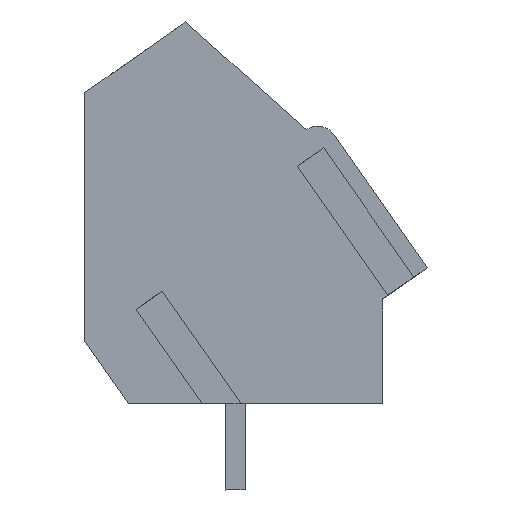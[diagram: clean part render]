
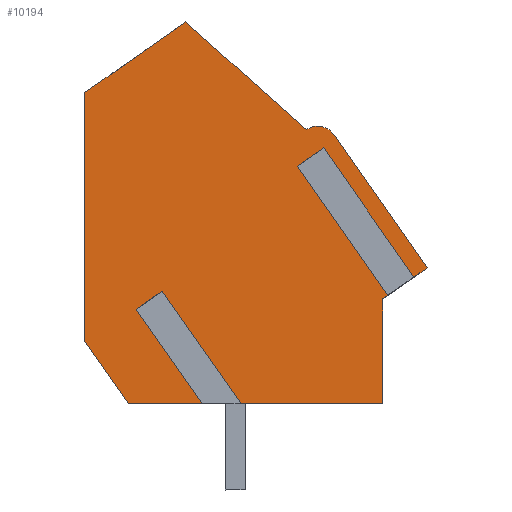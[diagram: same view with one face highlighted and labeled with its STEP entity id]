
A CAD part, left-side view. The second image highlights one B-rep face of the part: STEP entity #10194.
In plain terms, the highlighted planar face has unit normal (-1, 0, 0).
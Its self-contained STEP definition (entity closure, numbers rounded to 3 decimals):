
#9955=AXIS2_PLACEMENT_3D('Circle Axis2P3D',#9953,#9954,$) ;
#10130=AXIS2_PLACEMENT_3D('Plane Axis2P3D',#10127,#10128,#10129) ;
#9077=CARTESIAN_POINT('Vertex',(0.55,0.,9.018)) ;
#9080=CARTESIAN_POINT('Line Origine',(0.55,0.397,8.74)) ;
#9084=CARTESIAN_POINT('Vertex',(0.55,0.794,8.462)) ;
#9105=CARTESIAN_POINT('Vertex',(0.55,1.336,8.083)) ;
#9108=CARTESIAN_POINT('Line Origine',(0.55,1.568,7.92)) ;
#9112=CARTESIAN_POINT('Vertex',(0.55,1.8,7.758)) ;
#9558=CARTESIAN_POINT('Vertex',(0.55,1.8,3.5)) ;
#9561=CARTESIAN_POINT('Line Origine',(0.55,4.87,3.5)) ;
#9565=CARTESIAN_POINT('Vertex',(0.55,7.94,3.5)) ;
#9586=CARTESIAN_POINT('Vertex',(0.55,8.747,3.5)) ;
#9589=CARTESIAN_POINT('Line Origine',(0.55,10.438,3.5)) ;
#9593=CARTESIAN_POINT('Vertex',(0.55,12.128,3.5)) ;
#9749=CARTESIAN_POINT('Line Origine',(0.55,13.014,4.765)) ;
#9753=CARTESIAN_POINT('Vertex',(0.55,13.9,6.03)) ;
#9774=CARTESIAN_POINT('Line Origine',(0.55,13.9,11.081)) ;
#9778=CARTESIAN_POINT('Vertex',(0.55,13.9,16.132)) ;
#9867=CARTESIAN_POINT('Line Origine',(0.55,11.852,17.566)) ;
#9871=CARTESIAN_POINT('Vertex',(0.55,9.804,19.)) ;
#9928=CARTESIAN_POINT('Line Origine',(0.55,7.352,16.811)) ;
#9932=CARTESIAN_POINT('Vertex',(0.55,4.9,14.621)) ;
#9953=CARTESIAN_POINT('Axis2P3D Location',(0.55,4.441,13.966)) ;
#9957=CARTESIAN_POINT('Vertex',(0.55,3.786,14.425)) ;
#9978=CARTESIAN_POINT('Line Origine',(0.55,1.893,11.722)) ;
#10127=CARTESIAN_POINT('Axis2P3D Location',(0.55,13.9,0.)) ;
#10132=CARTESIAN_POINT('Line Origine',(0.55,1.8,5.629)) ;
#10137=CARTESIAN_POINT('Line Origine',(0.55,3.171,10.704)) ;
#10141=CARTESIAN_POINT('Vertex',(0.55,5.007,13.326)) ;
#10144=CARTESIAN_POINT('Line Origine',(0.55,4.736,13.515)) ;
#10148=CARTESIAN_POINT('Vertex',(0.55,4.465,13.705)) ;
#10151=CARTESIAN_POINT('Line Origine',(0.55,2.629,11.084)) ;
#10156=CARTESIAN_POINT('Line Origine',(0.55,10.154,5.508)) ;
#10160=CARTESIAN_POINT('Vertex',(0.55,11.56,7.516)) ;
#10163=CARTESIAN_POINT('Line Origine',(0.55,11.289,7.706)) ;
#10167=CARTESIAN_POINT('Vertex',(0.55,11.018,7.896)) ;
#10170=CARTESIAN_POINT('Line Origine',(0.55,9.479,5.698)) ;
#9081=DIRECTION('Vector Direction',(0.,0.819,-0.574)) ;
#9109=DIRECTION('Vector Direction',(0.,0.819,-0.574)) ;
#9562=DIRECTION('Vector Direction',(0.,1.,0.)) ;
#9590=DIRECTION('Vector Direction',(0.,1.,0.)) ;
#9750=DIRECTION('Vector Direction',(0.,0.574,0.819)) ;
#9775=DIRECTION('Vector Direction',(0.,0.,1.)) ;
#9868=DIRECTION('Vector Direction',(0.,-0.819,0.574)) ;
#9929=DIRECTION('Vector Direction',(0.,-0.746,-0.666)) ;
#9954=DIRECTION('Axis2P3D Direction',(-1.,0.,0.)) ;
#9979=DIRECTION('Vector Direction',(0.,-0.574,-0.819)) ;
#10128=DIRECTION('Axis2P3D Direction',(-1.,0.,0.)) ;
#10129=DIRECTION('Axis2P3D XDirection',(0.,-1.,0.)) ;
#10133=DIRECTION('Vector Direction',(0.,0.,-1.)) ;
#10138=DIRECTION('Vector Direction',(0.,-0.574,-0.819)) ;
#10145=DIRECTION('Vector Direction',(0.,0.819,-0.574)) ;
#10152=DIRECTION('Vector Direction',(0.,-0.574,-0.819)) ;
#10157=DIRECTION('Vector Direction',(0.,-0.574,-0.819)) ;
#10164=DIRECTION('Vector Direction',(0.,-0.819,0.574)) ;
#10171=DIRECTION('Vector Direction',(0.,-0.574,-0.819)) ;
#9082=VECTOR('Line Direction',#9081,1.) ;
#9110=VECTOR('Line Direction',#9109,1.) ;
#9563=VECTOR('Line Direction',#9562,1.) ;
#9591=VECTOR('Line Direction',#9590,1.) ;
#9751=VECTOR('Line Direction',#9750,1.) ;
#9776=VECTOR('Line Direction',#9775,1.) ;
#9869=VECTOR('Line Direction',#9868,1.) ;
#9930=VECTOR('Line Direction',#9929,1.) ;
#9980=VECTOR('Line Direction',#9979,1.) ;
#10134=VECTOR('Line Direction',#10133,1.) ;
#10139=VECTOR('Line Direction',#10138,1.) ;
#10146=VECTOR('Line Direction',#10145,1.) ;
#10153=VECTOR('Line Direction',#10152,1.) ;
#10158=VECTOR('Line Direction',#10157,1.) ;
#10165=VECTOR('Line Direction',#10164,1.) ;
#10172=VECTOR('Line Direction',#10171,1.) ;
#10176=ORIENTED_EDGE('',*,*,#9567,.T.) ;
#10177=ORIENTED_EDGE('',*,*,#10136,.T.) ;
#10178=ORIENTED_EDGE('',*,*,#9114,.T.) ;
#10179=ORIENTED_EDGE('',*,*,#10143,.F.) ;
#10180=ORIENTED_EDGE('',*,*,#10150,.F.) ;
#10181=ORIENTED_EDGE('',*,*,#10155,.T.) ;
#10182=ORIENTED_EDGE('',*,*,#9086,.T.) ;
#10183=ORIENTED_EDGE('',*,*,#9982,.T.) ;
#10184=ORIENTED_EDGE('',*,*,#9959,.T.) ;
#10185=ORIENTED_EDGE('',*,*,#9934,.T.) ;
#10186=ORIENTED_EDGE('',*,*,#9873,.T.) ;
#10187=ORIENTED_EDGE('',*,*,#9780,.T.) ;
#10188=ORIENTED_EDGE('',*,*,#9755,.T.) ;
#10189=ORIENTED_EDGE('',*,*,#9595,.T.) ;
#10190=ORIENTED_EDGE('',*,*,#10162,.F.) ;
#10191=ORIENTED_EDGE('',*,*,#10169,.F.) ;
#10192=ORIENTED_EDGE('',*,*,#10174,.T.) ;
#10194=ADVANCED_FACE('HOUSING',(#10193),#10131,.T.) ;
#9956=CIRCLE('generated circle',#9955,0.8) ;
#9086=EDGE_CURVE('',#9085,#9078,#9083,.F.) ;
#9114=EDGE_CURVE('',#9113,#9106,#9111,.F.) ;
#9567=EDGE_CURVE('',#9566,#9559,#9564,.F.) ;
#9595=EDGE_CURVE('',#9594,#9587,#9592,.F.) ;
#9755=EDGE_CURVE('',#9754,#9594,#9752,.F.) ;
#9780=EDGE_CURVE('',#9779,#9754,#9777,.F.) ;
#9873=EDGE_CURVE('',#9872,#9779,#9870,.F.) ;
#9934=EDGE_CURVE('',#9933,#9872,#9931,.F.) ;
#9959=EDGE_CURVE('',#9958,#9933,#9956,.T.) ;
#9982=EDGE_CURVE('',#9078,#9958,#9981,.F.) ;
#10136=EDGE_CURVE('',#9559,#9113,#10135,.F.) ;
#10143=EDGE_CURVE('',#10142,#9106,#10140,.T.) ;
#10150=EDGE_CURVE('',#10149,#10142,#10147,.T.) ;
#10155=EDGE_CURVE('',#10149,#9085,#10154,.T.) ;
#10162=EDGE_CURVE('',#10161,#9587,#10159,.T.) ;
#10169=EDGE_CURVE('',#10168,#10161,#10166,.F.) ;
#10174=EDGE_CURVE('',#10168,#9566,#10173,.T.) ;
#10175=EDGE_LOOP('',(#10176,#10177,#10178,#10179,#10180,#10181,#10182,#10183,#10184,#10185,#10186,#10187,#10188,#10189,#10190,#10191,#10192)) ;
#10193=FACE_OUTER_BOUND('',#10175,.T.) ;
#9083=LINE('Line',#9080,#9082) ;
#9111=LINE('Line',#9108,#9110) ;
#9564=LINE('Line',#9561,#9563) ;
#9592=LINE('Line',#9589,#9591) ;
#9752=LINE('Line',#9749,#9751) ;
#9777=LINE('Line',#9774,#9776) ;
#9870=LINE('Line',#9867,#9869) ;
#9931=LINE('Line',#9928,#9930) ;
#9981=LINE('Line',#9978,#9980) ;
#10135=LINE('Line',#10132,#10134) ;
#10140=LINE('Line',#10137,#10139) ;
#10147=LINE('Line',#10144,#10146) ;
#10154=LINE('Line',#10151,#10153) ;
#10159=LINE('Line',#10156,#10158) ;
#10166=LINE('Line',#10163,#10165) ;
#10173=LINE('Line',#10170,#10172) ;
#10131=PLANE('',#10130) ;
#9078=VERTEX_POINT('',#9077) ;
#9085=VERTEX_POINT('',#9084) ;
#9106=VERTEX_POINT('',#9105) ;
#9113=VERTEX_POINT('',#9112) ;
#9559=VERTEX_POINT('',#9558) ;
#9566=VERTEX_POINT('',#9565) ;
#9587=VERTEX_POINT('',#9586) ;
#9594=VERTEX_POINT('',#9593) ;
#9754=VERTEX_POINT('',#9753) ;
#9779=VERTEX_POINT('',#9778) ;
#9872=VERTEX_POINT('',#9871) ;
#9933=VERTEX_POINT('',#9932) ;
#9958=VERTEX_POINT('',#9957) ;
#10142=VERTEX_POINT('',#10141) ;
#10149=VERTEX_POINT('',#10148) ;
#10161=VERTEX_POINT('',#10160) ;
#10168=VERTEX_POINT('',#10167) ;
